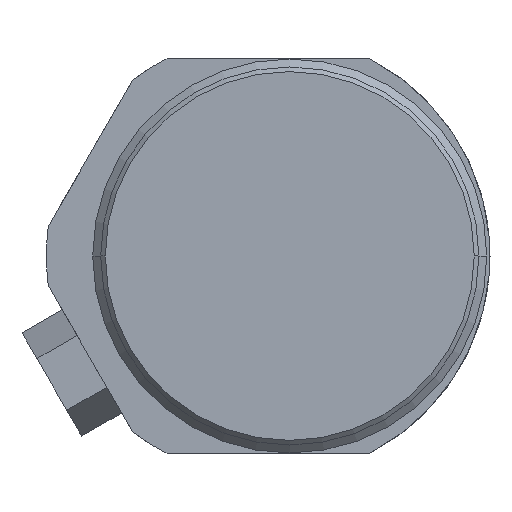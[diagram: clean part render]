
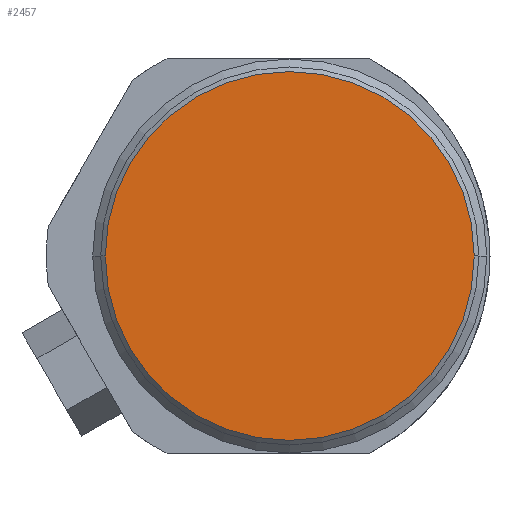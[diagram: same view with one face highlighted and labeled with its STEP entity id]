
A CAD part, left-side view. The second image highlights one B-rep face of the part: STEP entity #2457.
In plain terms, the highlighted planar face has unit normal (-1, 0, 0).
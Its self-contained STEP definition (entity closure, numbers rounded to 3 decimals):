
#593=CARTESIAN_POINT('',(-115.468,-3.556,0.));
#594=DIRECTION('',(-1.,0.,0.));
#595=DIRECTION('',(0.,1.,0.));
#596=AXIS2_PLACEMENT_3D('',#593,#594,#595);
#623=CARTESIAN_POINT('',(-115.468,-3.556,0.));
#624=DIRECTION('',(1.,0.,0.));
#625=DIRECTION('',(0.,1.,0.));
#626=AXIS2_PLACEMENT_3D('',#623,#624,#625);
#1779=CARTESIAN_POINT('',(-115.468,26.797,0.));
#1780=CARTESIAN_POINT('',(-115.468,-33.909,0.));
#1781=VERTEX_POINT('',#1779);
#1782=VERTEX_POINT('',#1780);
#2447=CARTESIAN_POINT('',(-115.468,0.,0.));
#2448=DIRECTION('',(1.,0.,0.));
#2449=DIRECTION('',(0.,0.,-1.));
#2450=AXIS2_PLACEMENT_3D('',#2447,#2448,#2449);
#2451=PLANE('',#2450);
#2452=ORIENTED_EDGE('',*,*,#2437,.F.);
#2454=ORIENTED_EDGE('',*,*,#2453,.T.);
#2455=EDGE_LOOP('',(#2452,#2454));
#2456=FACE_OUTER_BOUND('',#2455,.F.);
#597=CIRCLE('',#596,30.353);
#627=CIRCLE('',#626,30.353);
#2437=EDGE_CURVE('',#1781,#1782,#597,.T.);
#2453=EDGE_CURVE('',#1781,#1782,#627,.T.);
#2457=ADVANCED_FACE('',(#2456),#2451,.F.);
